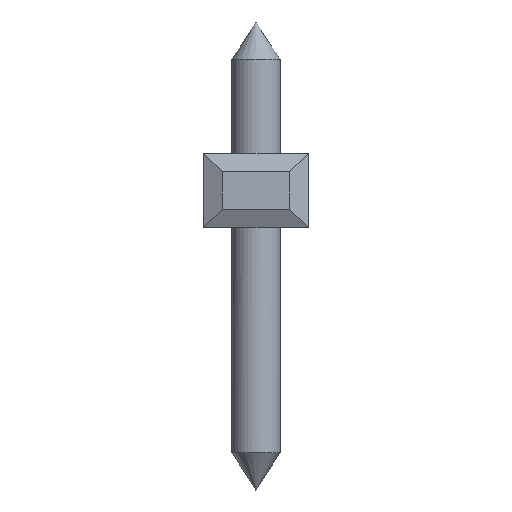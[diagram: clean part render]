
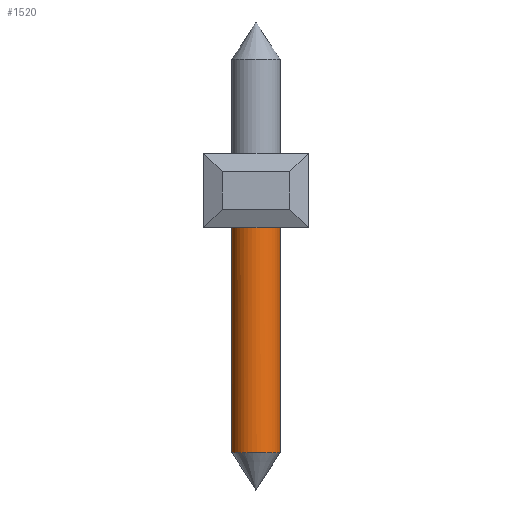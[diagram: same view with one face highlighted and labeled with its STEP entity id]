
A CAD part, left-side view. The second image highlights one B-rep face of the part: STEP entity #1520.
In plain terms, the highlighted cylindrical face has radius 0.65 mm (diameter 1.3 mm), a full revolution.
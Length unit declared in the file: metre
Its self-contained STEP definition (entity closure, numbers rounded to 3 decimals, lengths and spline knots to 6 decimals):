
#1520=ADVANCED_FACE('',(#3171,#3172),#3173,.T.);
#3171=FACE_OUTER_BOUND('',#4978,.T.);
#3172=FACE_OUTER_BOUND('',#4979,.T.);
#3173=CYLINDRICAL_SURFACE('',#4980,0.00065);
#4978=EDGE_LOOP('',(#9475));
#4979=EDGE_LOOP('',(#9476));
#4980=AXIS2_PLACEMENT_3D('',#9477,#9478,#9479);
#9475=ORIENTED_EDGE('',*,*,#10091,.F.);
#9476=ORIENTED_EDGE('',*,*,#11608,.F.);
#9477=CARTESIAN_POINT('',(-0.00435,-0.03326,0.0025));
#9478=DIRECTION('',(0.0,0.,-1.0));
#9479=DIRECTION('',(-1.0,0.0,0.0));
#10091=EDGE_CURVE('',#11944,#11944,#11945,.T.);
#11608=EDGE_CURVE('',#14102,#14102,#14103,.T.);
#11944=VERTEX_POINT('',#14510);
#11945=CIRCLE('',#14511,0.00065);
#14102=VERTEX_POINT('',#17704);
#14103=CIRCLE('',#17705,0.00065);
#14510=CARTESIAN_POINT('',(-0.00435,-0.03391,-0.0018));
#14511=AXIS2_PLACEMENT_3D('',#17967,#17968,#17969);
#17704=CARTESIAN_POINT('',(-0.00396,-0.03274,-0.008));
#17705=AXIS2_PLACEMENT_3D('',#19129,#19130,#19131);
#17967=CARTESIAN_POINT('',(-0.00435,-0.03326,-0.0018));
#17968=DIRECTION('',(0.0,0.,1.0));
#17969=DIRECTION('',(0.0,-1.0,0.));
#19129=CARTESIAN_POINT('',(-0.00435,-0.03326,-0.008));
#19130=DIRECTION('',(0.,0.,-1.0));
#19131=DIRECTION('',(0.6,0.8,0.));
